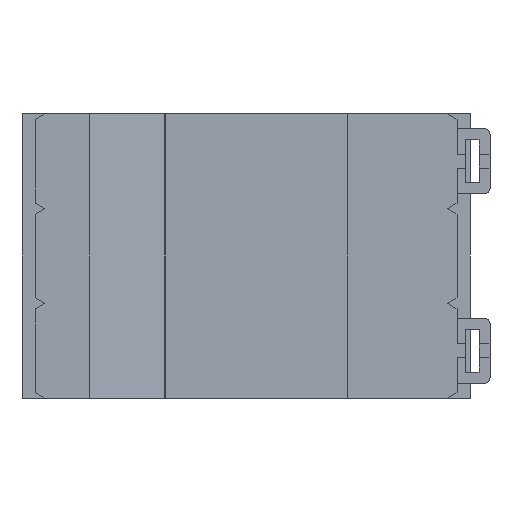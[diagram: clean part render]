
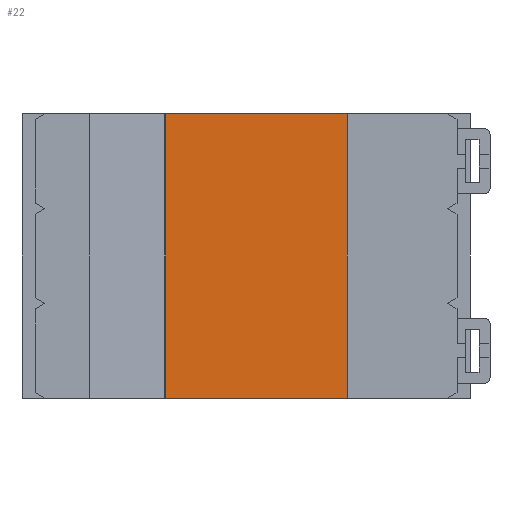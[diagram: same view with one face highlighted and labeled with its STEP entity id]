
A CAD part, front view. The second image highlights one B-rep face of the part: STEP entity #22.
In plain terms, the highlighted planar face has unit normal (0, -1, 0).
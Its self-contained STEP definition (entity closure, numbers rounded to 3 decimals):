
#22 = ADVANCED_FACE ( 'NONE', ( #16732 ), #24094, .F. ) ;
#184 = DIRECTION ( 'NONE',  ( 0., 1., 0. ) ) ;
#2224 = VERTEX_POINT ( 'NONE', #3713 ) ;
#2460 = VECTOR ( 'NONE', #5973, 1000. ) ;
#2858 = LINE ( 'NONE', #27222, #13672 ) ;
#2919 = CARTESIAN_POINT ( 'NONE',  ( 18.4, -27.75, 8.625 ) ) ;
#3023 = VERTEX_POINT ( 'NONE', #12449 ) ;
#3199 = VECTOR ( 'NONE', #25852, 1000. ) ;
#3713 = CARTESIAN_POINT ( 'NONE',  ( 18.4, -27.75, -43.125 ) ) ;
#3871 = LINE ( 'NONE', #16120, #3199 ) ;
#4801 = CARTESIAN_POINT ( 'NONE',  ( -16.6, -27.75, -55.84 ) ) ;
#5973 = DIRECTION ( 'NONE',  ( 1., 0., 0. ) ) ;
#9892 = DIRECTION ( 'NONE',  ( 0., 0., 1. ) ) ;
#11339 = LINE ( 'NONE', #11625, #26561 ) ;
#11625 = CARTESIAN_POINT ( 'NONE',  ( -16.6, -27.75, 8.625 ) ) ;
#12449 = CARTESIAN_POINT ( 'NONE',  ( -16.6, -27.75, -43.125 ) ) ;
#12735 = ORIENTED_EDGE ( 'NONE', *, *, #18621, .T. ) ;
#12834 = LINE ( 'NONE', #27793, #2460 ) ;
#13672 = VECTOR ( 'NONE', #24841, 1000. ) ;
#13780 = AXIS2_PLACEMENT_3D ( 'NONE', #4801, #184, #9892 ) ;
#14356 = EDGE_CURVE ( 'NONE', #3023, #2224, #12834, .T. ) ;
#16120 = CARTESIAN_POINT ( 'NONE',  ( 18.4, -27.75, -55.84 ) ) ;
#16732 = FACE_OUTER_BOUND ( 'NONE', #20553, .T. ) ;
#17138 = CARTESIAN_POINT ( 'NONE',  ( -16.6, -27.75, 8.625 ) ) ;
#18499 = DIRECTION ( 'NONE',  ( -1., 0., 0. ) ) ;
#18621 = EDGE_CURVE ( 'NONE', #2224, #20428, #3871, .T. ) ;
#20428 = VERTEX_POINT ( 'NONE', #2919 ) ;
#20553 = EDGE_LOOP ( 'NONE', ( #25543, #23237, #12735, #25835 ) ) ;
#20908 = EDGE_CURVE ( 'NONE', #20428, #24570, #11339, .T. ) ;
#23237 = ORIENTED_EDGE ( 'NONE', *, *, #14356, .T. ) ;
#24094 = PLANE ( 'NONE',  #13780 ) ;
#24158 = EDGE_CURVE ( 'NONE', #3023, #24570, #2858, .T. ) ;
#24570 = VERTEX_POINT ( 'NONE', #17138 ) ;
#24841 = DIRECTION ( 'NONE',  ( 0., 0., 1. ) ) ;
#25543 = ORIENTED_EDGE ( 'NONE', *, *, #24158, .F. ) ;
#25835 = ORIENTED_EDGE ( 'NONE', *, *, #20908, .T. ) ;
#25852 = DIRECTION ( 'NONE',  ( 0., 0., 1. ) ) ;
#26561 = VECTOR ( 'NONE', #18499, 1000. ) ;
#27222 = CARTESIAN_POINT ( 'NONE',  ( -16.6, -27.75, -55.84 ) ) ;
#27793 = CARTESIAN_POINT ( 'NONE',  ( -16.6, -27.75, -43.125 ) ) ;
